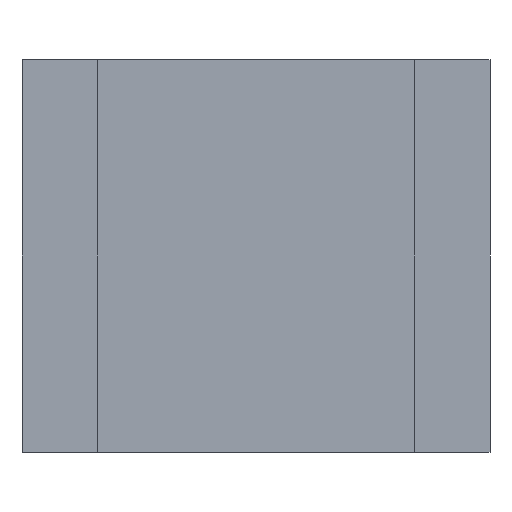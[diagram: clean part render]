
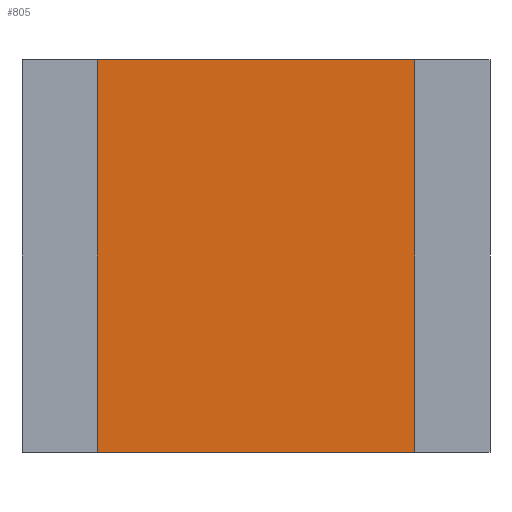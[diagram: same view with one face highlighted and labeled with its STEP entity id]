
A CAD part, front view. The second image highlights one B-rep face of the part: STEP entity #805.
In plain terms, the highlighted planar face has unit normal (0, -1, 0).
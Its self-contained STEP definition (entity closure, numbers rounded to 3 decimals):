
#46 = VERTEX_POINT ( 'NONE', #1115 ) ;
#87 = CARTESIAN_POINT ( 'NONE',  ( 0.5, 0.02, 0. ) ) ;
#88 = CARTESIAN_POINT ( 'NONE',  ( 0., 0.02, 0. ) ) ;
#128 = LINE ( 'NONE', #301, #979 ) ;
#177 = VERTEX_POINT ( 'NONE', #672 ) ;
#197 = EDGE_LOOP ( 'NONE', ( #1132, #1078, #566, #1077 ) ) ;
#273 = EDGE_CURVE ( 'NONE', #290, #1154, #128, .T. ) ;
#290 = VERTEX_POINT ( 'NONE', #87 ) ;
#301 = CARTESIAN_POINT ( 'NONE',  ( 0.5, 0.02, -2.6 ) ) ;
#322 = LINE ( 'NONE', #88, #595 ) ;
#393 = EDGE_CURVE ( 'NONE', #177, #46, #1040, .T. ) ;
#444 = CARTESIAN_POINT ( 'NONE',  ( 0., 0.02, -2.6 ) ) ;
#468 = DIRECTION ( 'NONE',  ( 0., 0., -1. ) ) ;
#514 = DIRECTION ( 'NONE',  ( -1., 0., 0. ) ) ;
#566 = ORIENTED_EDGE ( 'NONE', *, *, #273, .T. ) ;
#592 = DIRECTION ( 'NONE',  ( 0., -1., 0. ) ) ;
#595 = VECTOR ( 'NONE', #514, 1000. ) ;
#672 = CARTESIAN_POINT ( 'NONE',  ( 2.6, 0.02, -2.6 ) ) ;
#675 = EDGE_CURVE ( 'NONE', #46, #290, #322, .T. ) ;
#764 = CARTESIAN_POINT ( 'NONE',  ( 2.6, 0.02, -2.6 ) ) ;
#805 = ADVANCED_FACE ( 'NONE', ( #1026 ), #1252, .T. ) ;
#931 = VECTOR ( 'NONE', #1362, 1000. ) ;
#979 = VECTOR ( 'NONE', #1092, 1000. ) ;
#1026 = FACE_OUTER_BOUND ( 'NONE', #197, .T. ) ;
#1040 = LINE ( 'NONE', #764, #1390 ) ;
#1077 = ORIENTED_EDGE ( 'NONE', *, *, #1083, .T. ) ;
#1078 = ORIENTED_EDGE ( 'NONE', *, *, #675, .T. ) ;
#1083 = EDGE_CURVE ( 'NONE', #1154, #177, #1213, .T. ) ;
#1092 = DIRECTION ( 'NONE',  ( 0., 0., -1. ) ) ;
#1115 = CARTESIAN_POINT ( 'NONE',  ( 2.6, 0.02, 0. ) ) ;
#1132 = ORIENTED_EDGE ( 'NONE', *, *, #393, .T. ) ;
#1154 = VERTEX_POINT ( 'NONE', #1162 ) ;
#1162 = CARTESIAN_POINT ( 'NONE',  ( 0.5, 0.02, -2.6 ) ) ;
#1213 = LINE ( 'NONE', #444, #931 ) ;
#1252 = PLANE ( 'NONE',  #1343 ) ;
#1343 = AXIS2_PLACEMENT_3D ( 'NONE', #1344, #592, #468 ) ;
#1344 = CARTESIAN_POINT ( 'NONE',  ( 0.5, 0.02, -2.6 ) ) ;
#1362 = DIRECTION ( 'NONE',  ( 1., 0., 0. ) ) ;
#1390 = VECTOR ( 'NONE', #1407, 1000. ) ;
#1407 = DIRECTION ( 'NONE',  ( 0., 0., 1. ) ) ;
